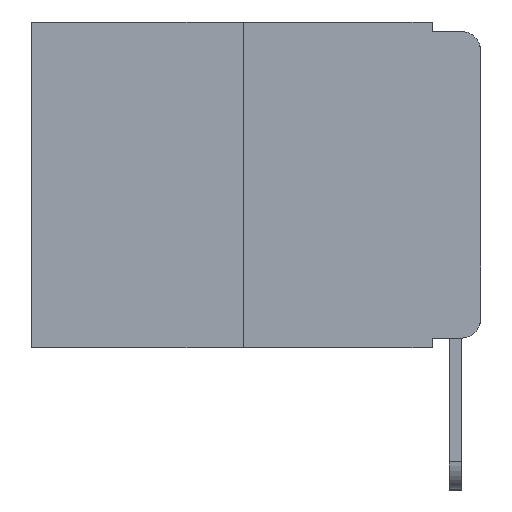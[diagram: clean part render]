
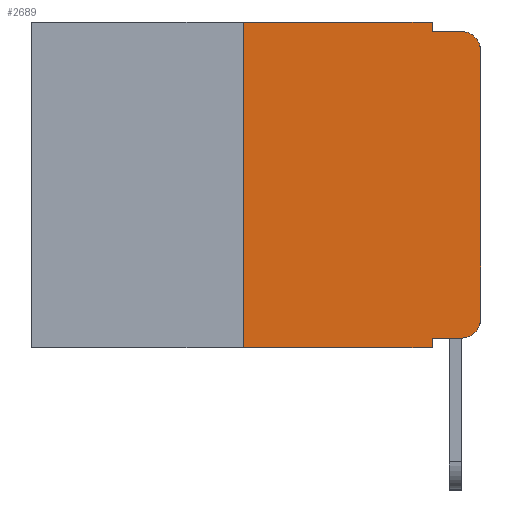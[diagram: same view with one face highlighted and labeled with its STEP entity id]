
A CAD part, left-side view. The second image highlights one B-rep face of the part: STEP entity #2689.
In plain terms, the highlighted planar face has unit normal (-1, 0, 0).
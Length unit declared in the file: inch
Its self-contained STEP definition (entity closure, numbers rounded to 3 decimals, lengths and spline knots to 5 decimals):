
#1032 = DIRECTION ( 'NONE',  ( 0., -1., 0. ) ) ;
#1070 = DIRECTION ( 'NONE',  ( 0., 0., -1. ) ) ;
#1131 = DIRECTION ( 'NONE',  ( 0., 0., -1. ) ) ;
#1136 = EDGE_CURVE ( 'NONE', #14572, #11109, #5292, .T. ) ;
#1736 = AXIS2_PLACEMENT_3D ( 'NONE', #6777, #8688, #1131 ) ;
#2355 = CARTESIAN_POINT ( 'NONE',  ( 0., 0.051, -0.01 ) ) ;
#2492 = VERTEX_POINT ( 'NONE', #17491 ) ;
#2689 = ADVANCED_FACE ( 'NONE', ( #21198 ), #8629, .F. ) ;
#2831 = CARTESIAN_POINT ( 'NONE',  ( 0., 0.02, -0.01 ) ) ;
#2995 = VERTEX_POINT ( 'NONE', #22681 ) ;
#3581 = CARTESIAN_POINT ( 'NONE',  ( 0., 0.25, -0.343 ) ) ;
#3658 = VERTEX_POINT ( 'NONE', #3581 ) ;
#3728 = CIRCLE ( 'NONE', #7669, 0.02 ) ;
#3871 = LINE ( 'NONE', #12230, #13094 ) ;
#4335 = EDGE_CURVE ( 'NONE', #17030, #2995, #3728, .T. ) ;
#4568 = CARTESIAN_POINT ( 'NONE',  ( 0., 0.25, 0. ) ) ;
#5160 = ORIENTED_EDGE ( 'NONE', *, *, #7806, .F. ) ;
#5218 = DIRECTION ( 'NONE',  ( 0., -1., 0. ) ) ;
#5292 = LINE ( 'NONE', #12762, #12710 ) ;
#5445 = ORIENTED_EDGE ( 'NONE', *, *, #13575, .T. ) ;
#5659 = ORIENTED_EDGE ( 'NONE', *, *, #9766, .F. ) ;
#6777 = CARTESIAN_POINT ( 'NONE',  ( 0., 0.02, -0.03 ) ) ;
#7356 = ORIENTED_EDGE ( 'NONE', *, *, #12732, .F. ) ;
#7371 = ORIENTED_EDGE ( 'NONE', *, *, #15536, .T. ) ;
#7578 = VERTEX_POINT ( 'NONE', #21194 ) ;
#7669 = AXIS2_PLACEMENT_3D ( 'NONE', #15853, #10235, #23406 ) ;
#7806 = EDGE_CURVE ( 'NONE', #3658, #9896, #3871, .T. ) ;
#8629 = PLANE ( 'NONE',  #20106 ) ;
#8688 = DIRECTION ( 'NONE',  ( -1., 0., 0. ) ) ;
#9474 = EDGE_CURVE ( 'NONE', #3658, #23727, #20712, .T. ) ;
#9495 = CARTESIAN_POINT ( 'NONE',  ( 0., 0.051, 0. ) ) ;
#9766 = EDGE_CURVE ( 'NONE', #9896, #7578, #11589, .T. ) ;
#9896 = VERTEX_POINT ( 'NONE', #4568 ) ;
#10235 = DIRECTION ( 'NONE',  ( -1., 0., 0. ) ) ;
#10241 = DIRECTION ( 'NONE',  ( 0., 0., 1. ) ) ;
#10305 = DIRECTION ( 'NONE',  ( 0., -1., 0. ) ) ;
#10539 = DIRECTION ( 'NONE',  ( 1., 0., 0. ) ) ;
#10811 = VECTOR ( 'NONE', #10305, 39.37008 ) ;
#11109 = VERTEX_POINT ( 'NONE', #2831 ) ;
#11344 = CARTESIAN_POINT ( 'NONE',  ( 0., 0., 0. ) ) ;
#11589 = LINE ( 'NONE', #23927, #23049 ) ;
#11880 = CARTESIAN_POINT ( 'NONE',  ( 0., 0.051, -0.343 ) ) ;
#11930 = VERTEX_POINT ( 'NONE', #16737 ) ;
#12004 = ORIENTED_EDGE ( 'NONE', *, *, #4335, .T. ) ;
#12061 = CIRCLE ( 'NONE', #1736, 0.02 ) ;
#12230 = CARTESIAN_POINT ( 'NONE',  ( 0., 0.25, 0. ) ) ;
#12334 = EDGE_CURVE ( 'NONE', #11930, #11109, #12061, .T. ) ;
#12710 = VECTOR ( 'NONE', #5218, 39.37008 ) ;
#12732 = EDGE_CURVE ( 'NONE', #2492, #23727, #16780, .T. ) ;
#12762 = CARTESIAN_POINT ( 'NONE',  ( 0., 0.051, -0.01 ) ) ;
#12837 = VECTOR ( 'NONE', #13008, 39.37008 ) ;
#12945 = VECTOR ( 'NONE', #19397, 39.37008 ) ;
#13008 = DIRECTION ( 'NONE',  ( 0., 0., 1. ) ) ;
#13094 = VECTOR ( 'NONE', #10241, 39.37008 ) ;
#13407 = CARTESIAN_POINT ( 'NONE',  ( 0., 0.473, -0.343 ) ) ;
#13575 = EDGE_CURVE ( 'NONE', #2492, #17030, #13765, .T. ) ;
#13765 = LINE ( 'NONE', #19685, #10811 ) ;
#14572 = VERTEX_POINT ( 'NONE', #2355 ) ;
#15479 = ORIENTED_EDGE ( 'NONE', *, *, #17833, .F. ) ;
#15536 = EDGE_CURVE ( 'NONE', #2995, #11930, #24026, .T. ) ;
#15609 = CARTESIAN_POINT ( 'NONE',  ( 0., 0.051, 0. ) ) ;
#15838 = ORIENTED_EDGE ( 'NONE', *, *, #12334, .T. ) ;
#15853 = CARTESIAN_POINT ( 'NONE',  ( 0., 0.02, -0.313 ) ) ;
#16737 = CARTESIAN_POINT ( 'NONE',  ( 0., 0., -0.03 ) ) ;
#16780 = LINE ( 'NONE', #15609, #12945 ) ;
#17030 = VERTEX_POINT ( 'NONE', #18121 ) ;
#17211 = DIRECTION ( 'NONE',  ( 0., -1., 0. ) ) ;
#17266 = ORIENTED_EDGE ( 'NONE', *, *, #9474, .T. ) ;
#17491 = CARTESIAN_POINT ( 'NONE',  ( 0., 0.051, -0.333 ) ) ;
#17833 = EDGE_CURVE ( 'NONE', #7578, #14572, #23601, .T. ) ;
#18101 = VECTOR ( 'NONE', #17211, 39.37008 ) ;
#18121 = CARTESIAN_POINT ( 'NONE',  ( 0., 0.02, -0.333 ) ) ;
#19397 = DIRECTION ( 'NONE',  ( 0., 0., -1. ) ) ;
#19685 = CARTESIAN_POINT ( 'NONE',  ( 0., 0.051, -0.333 ) ) ;
#20106 = AXIS2_PLACEMENT_3D ( 'NONE', #21827, #10539, #1070 ) ;
#20712 = LINE ( 'NONE', #13407, #18101 ) ;
#20853 = DIRECTION ( 'NONE',  ( 0., 0., -1. ) ) ;
#21194 = CARTESIAN_POINT ( 'NONE',  ( 0., 0.051, 0. ) ) ;
#21198 = FACE_OUTER_BOUND ( 'NONE', #22320, .T. ) ;
#21211 = ORIENTED_EDGE ( 'NONE', *, *, #1136, .F. ) ;
#21827 = CARTESIAN_POINT ( 'NONE',  ( 0., 0.473, 0. ) ) ;
#22320 = EDGE_LOOP ( 'NONE', ( #7371, #15838, #21211, #15479, #5659, #5160, #17266, #7356, #5445, #12004 ) ) ;
#22681 = CARTESIAN_POINT ( 'NONE',  ( 0., 0., -0.313 ) ) ;
#23049 = VECTOR ( 'NONE', #1032, 39.37008 ) ;
#23406 = DIRECTION ( 'NONE',  ( 0., 0., -1. ) ) ;
#23601 = LINE ( 'NONE', #9495, #24192 ) ;
#23727 = VERTEX_POINT ( 'NONE', #11880 ) ;
#23927 = CARTESIAN_POINT ( 'NONE',  ( 0., 0.473, 0. ) ) ;
#24026 = LINE ( 'NONE', #11344, #12837 ) ;
#24192 = VECTOR ( 'NONE', #20853, 39.37008 ) ;
